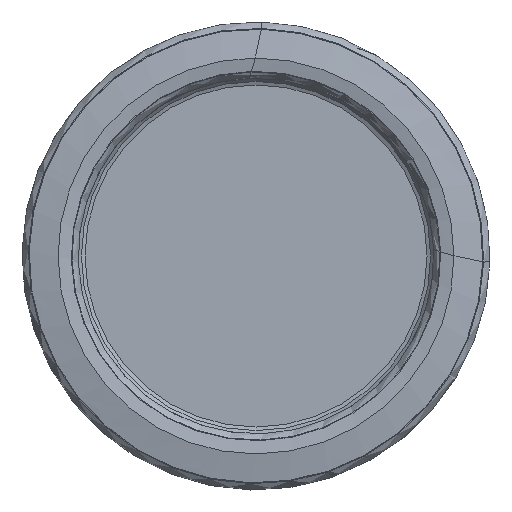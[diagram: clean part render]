
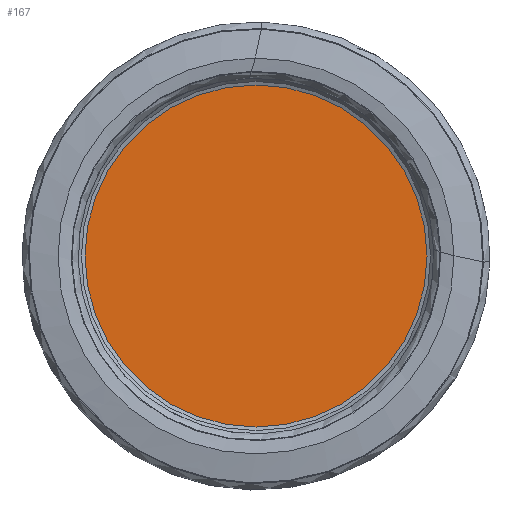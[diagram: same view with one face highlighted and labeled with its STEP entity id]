
A CAD part, left-side view. The second image highlights one B-rep face of the part: STEP entity #167.
In plain terms, the highlighted planar face has unit normal (-1, 0, 0).
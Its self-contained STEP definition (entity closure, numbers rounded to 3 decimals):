
#34=PLANE('',#754);
#167=ADVANCED_FACE('',(#246),#34,.F.);
#246=FACE_OUTER_BOUND('',#294,.T.);
#294=EDGE_LOOP('',(#523));
#359=CIRCLE('',#752,18.267);
#523=ORIENTED_EDGE('',*,*,#671,.T.);
#584=VERTEX_POINT('',#2665);
#671=EDGE_CURVE('',#584,#584,#359,.T.);
#752=AXIS2_PLACEMENT_3D('',#2664,#884,#885);
#754=AXIS2_PLACEMENT_3D('',#2667,#888,#889);
#884=DIRECTION('',(-1.,0.,0.));
#885=DIRECTION('',(0.,0.,1.));
#888=DIRECTION('',(1.,0.,0.));
#889=DIRECTION('',(0.,0.,-1.));
#2664=CARTESIAN_POINT('',(2.,0.,0.));
#2665=CARTESIAN_POINT('',(2.,0.,18.267));
#2667=CARTESIAN_POINT('',(2.,0.,0.));
